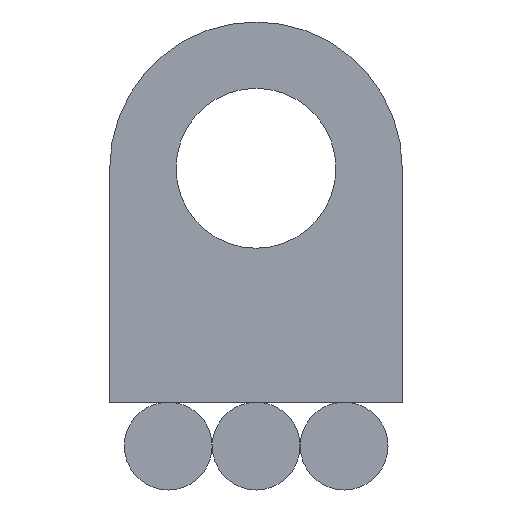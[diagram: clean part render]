
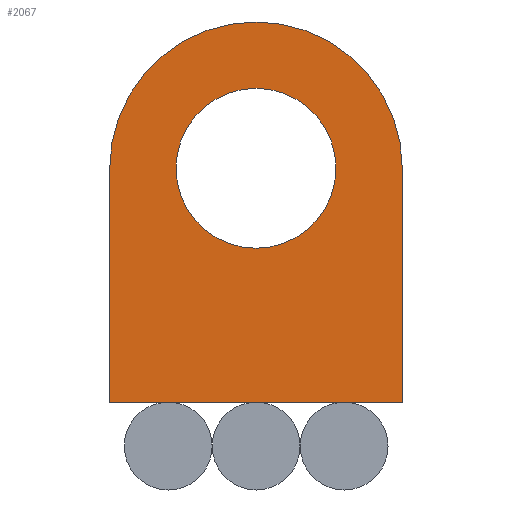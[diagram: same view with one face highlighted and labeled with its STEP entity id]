
A CAD part, front view. The second image highlights one B-rep face of the part: STEP entity #2067.
In plain terms, the highlighted planar face has unit normal (0, -1, 0).
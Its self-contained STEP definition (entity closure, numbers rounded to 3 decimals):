
#100 = CIRCLE ( 'NONE', #3278, 4.1 ) ;
#122 = VECTOR ( 'NONE', #1973, 1000. ) ;
#125 = VECTOR ( 'NONE', #2239, 1000. ) ;
#171 = LINE ( 'NONE', #676, #122 ) ;
#196 = VERTEX_POINT ( 'NONE', #3048 ) ;
#234 = CIRCLE ( 'NONE', #605, 7.5 ) ;
#320 = DIRECTION ( 'NONE',  ( 1., 0., 0. ) ) ;
#380 = CARTESIAN_POINT ( 'NONE',  ( 0., 0., 0. ) ) ;
#473 = AXIS2_PLACEMENT_3D ( 'NONE', #2327, #550, #320 ) ;
#550 = DIRECTION ( 'NONE',  ( 0., 1., 0. ) ) ;
#605 = AXIS2_PLACEMENT_3D ( 'NONE', #884, #1937, #2981 ) ;
#676 = CARTESIAN_POINT ( 'NONE',  ( -7.5, 0., 0. ) ) ;
#884 = CARTESIAN_POINT ( 'NONE',  ( 0., 0., 0. ) ) ;
#914 = CIRCLE ( 'NONE', #473, 4.1 ) ;
#946 = CARTESIAN_POINT ( 'NONE',  ( -7.5, 0., -12. ) ) ;
#1040 = VERTEX_POINT ( 'NONE', #1283 ) ;
#1110 = LINE ( 'NONE', #2942, #1607 ) ;
#1186 = FACE_OUTER_BOUND ( 'NONE', #2630, .T. ) ;
#1283 = CARTESIAN_POINT ( 'NONE',  ( -7.5, 0., -12. ) ) ;
#1291 = EDGE_CURVE ( 'NONE', #2063, #1977, #1110, .T. ) ;
#1408 = DIRECTION ( 'NONE',  ( 0., 1., 0. ) ) ;
#1470 = EDGE_CURVE ( 'NONE', #196, #2608, #914, .T. ) ;
#1607 = VECTOR ( 'NONE', #3196, 1000. ) ;
#1609 = CARTESIAN_POINT ( 'NONE',  ( -4.1, 0., 0. ) ) ;
#1627 = ORIENTED_EDGE ( 'NONE', *, *, #2105, .T. ) ;
#1684 = ORIENTED_EDGE ( 'NONE', *, *, #1470, .T. ) ;
#1834 = AXIS2_PLACEMENT_3D ( 'NONE', #2195, #2229, #2454 ) ;
#1889 = EDGE_LOOP ( 'NONE', ( #1627, #1684 ) ) ;
#1937 = DIRECTION ( 'NONE',  ( 0., 1., 0. ) ) ;
#1941 = CARTESIAN_POINT ( 'NONE',  ( 7.5, 0., 0. ) ) ;
#1973 = DIRECTION ( 'NONE',  ( 0., 0., 1. ) ) ;
#1976 = DIRECTION ( 'NONE',  ( 1., 0., 0. ) ) ;
#1977 = VERTEX_POINT ( 'NONE', #2882 ) ;
#2003 = LINE ( 'NONE', #946, #125 ) ;
#2063 = VERTEX_POINT ( 'NONE', #1941 ) ;
#2067 = ADVANCED_FACE ( 'Defeature ausgef�hrt1_11', ( #2967, #1186 ), #2713, .F. ) ;
#2105 = EDGE_CURVE ( 'NONE', #2608, #196, #100, .T. ) ;
#2142 = CARTESIAN_POINT ( 'NONE',  ( -7.5, 0., 0. ) ) ;
#2150 = ORIENTED_EDGE ( 'NONE', *, *, #1291, .F. ) ;
#2195 = CARTESIAN_POINT ( 'NONE',  ( 0., 0., 0. ) ) ;
#2229 = DIRECTION ( 'NONE',  ( 0., 1., 0. ) ) ;
#2239 = DIRECTION ( 'NONE',  ( -1., 0., 0. ) ) ;
#2327 = CARTESIAN_POINT ( 'NONE',  ( 0., 0., 0. ) ) ;
#2370 = ORIENTED_EDGE ( 'NONE', *, *, #2834, .F. ) ;
#2454 = DIRECTION ( 'NONE',  ( 1., 0., 0. ) ) ;
#2608 = VERTEX_POINT ( 'NONE', #1609 ) ;
#2630 = EDGE_LOOP ( 'NONE', ( #2868, #2150, #2370, #3099 ) ) ;
#2678 = VERTEX_POINT ( 'NONE', #2142 ) ;
#2713 = PLANE ( 'NONE',  #1834 ) ;
#2803 = EDGE_CURVE ( 'NONE', #1040, #2678, #171, .T. ) ;
#2834 = EDGE_CURVE ( 'NONE', #2678, #2063, #234, .T. ) ;
#2868 = ORIENTED_EDGE ( 'NONE', *, *, #3289, .F. ) ;
#2882 = CARTESIAN_POINT ( 'NONE',  ( 7.5, 0., -12. ) ) ;
#2942 = CARTESIAN_POINT ( 'NONE',  ( 7.5, 0., 0. ) ) ;
#2967 = FACE_BOUND ( 'NONE', #1889, .T. ) ;
#2981 = DIRECTION ( 'NONE',  ( 1., 0., 0. ) ) ;
#3048 = CARTESIAN_POINT ( 'NONE',  ( 4.1, 0., 0. ) ) ;
#3099 = ORIENTED_EDGE ( 'NONE', *, *, #2803, .F. ) ;
#3196 = DIRECTION ( 'NONE',  ( 0., 0., -1. ) ) ;
#3278 = AXIS2_PLACEMENT_3D ( 'NONE', #380, #1408, #1976 ) ;
#3289 = EDGE_CURVE ( 'NONE', #1977, #1040, #2003, .T. ) ;
